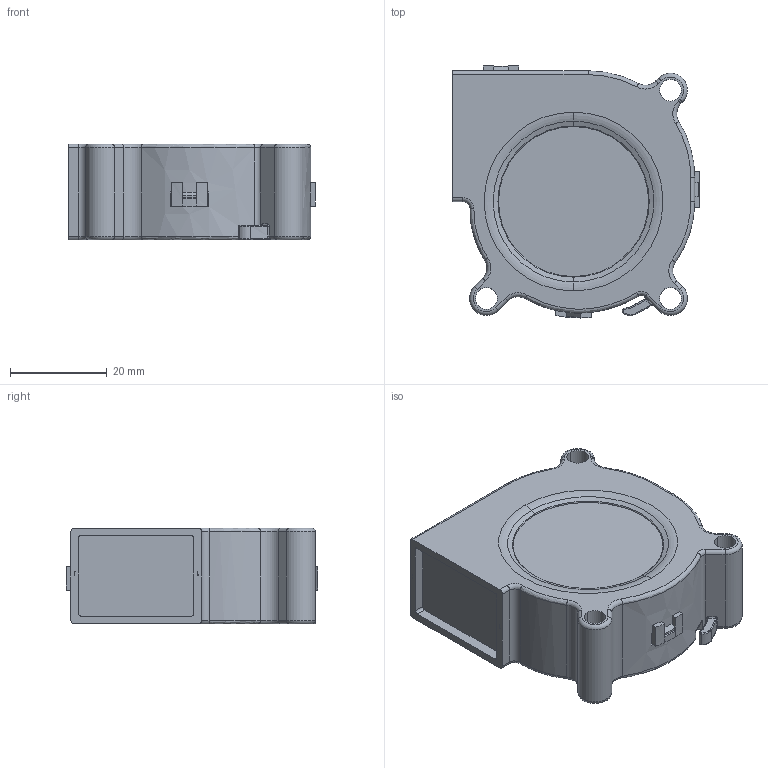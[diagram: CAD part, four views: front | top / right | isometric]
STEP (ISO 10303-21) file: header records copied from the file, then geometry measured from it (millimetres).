
FILE_DESCRIPTION((''),'2;1');
FILE_NAME('4101008400','2013-12-12T',('DINGGUO.XU'),(''),'PRO/ENGINEER BY PARAMETRIC TECHNOLOGY CORPORATION, 2012480','PRO/ENGINEER BY PARAMETRIC TECHNOLOGY CORPORATION, 2012480','');
FILE_SCHEMA(('CONFIG_CONTROL_DESIGN'));
Length unit declared in the file: millimetre
Products named in the file (1): 4101008400
Bounding box: 51 x 52.03 x 19.8 mm (x, y, z)
Volume: 39630.8 mm3; surface area: 11003.6 mm2
Topology: 1 solids, 7 shells, 343 faces, 963 edges, 614 vertices
Faces by surface type: plane 129, cylinder 108, torus 62, bspline 31, cone 10, extrusion 3
Entity records: 12666 total; most frequent: CARTESIAN_POINT 3816, ORIENTED_EDGE 1926, DIRECTION 1807, EDGE_CURVE 963, AXIS2_PLACEMENT_3D 659, VERTEX_POINT 614, VECTOR 489, LINE 486
